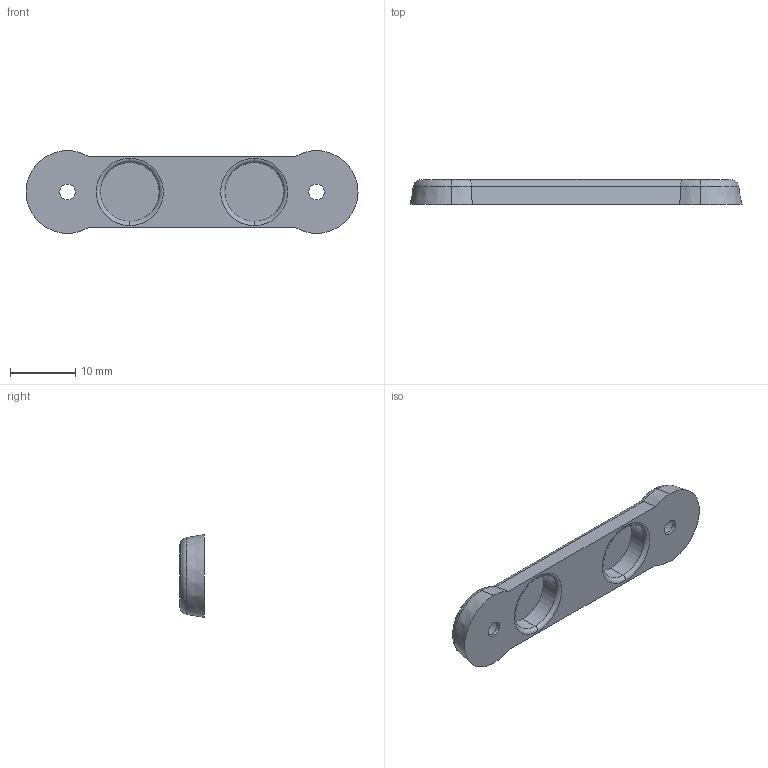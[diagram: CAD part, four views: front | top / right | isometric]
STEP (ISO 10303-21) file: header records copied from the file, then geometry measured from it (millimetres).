
FILE_DESCRIPTION (( 'STEP AP214' ), '1' );
FILE_NAME ('Rubber_Foot_Strip.STEP', '2025-08-05T17:11:16', ( '' ), ( '' ), 'SwSTEP 2.0', 'SolidWorks 2025', '' );
FILE_SCHEMA (( 'AUTOMOTIVE_DESIGN' ));
Length unit declared in the file: inch
Products named in the file (1): Rubber_Foot_Strip
Bounding box: 50.8 x 3.81 x 12.7 mm (x, y, z)
Volume: 1404.8 mm3; surface area: 1683.8 mm2
Topology: 1 solids, 1 shells, 46 faces, 108 edges, 68 vertices
Faces by surface type: plane 16, cylinder 14, torus 10, cone 6
Entity records: 1409 total; most frequent: CARTESIAN_POINT 295, DIRECTION 244, ORIENTED_EDGE 216, EDGE_CURVE 108, AXIS2_PLACEMENT_3D 105, VERTEX_POINT 68, CIRCLE 58, EDGE_LOOP 54
